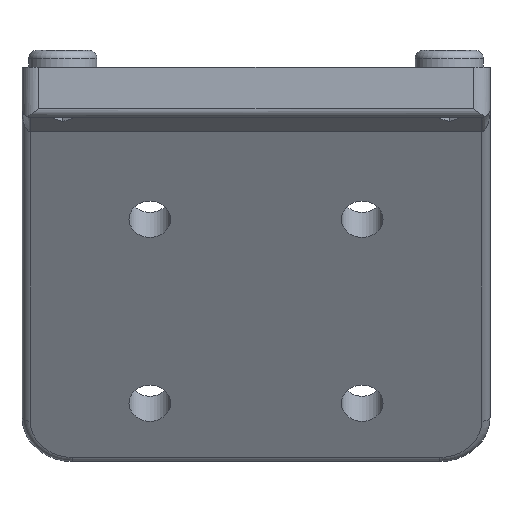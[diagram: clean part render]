
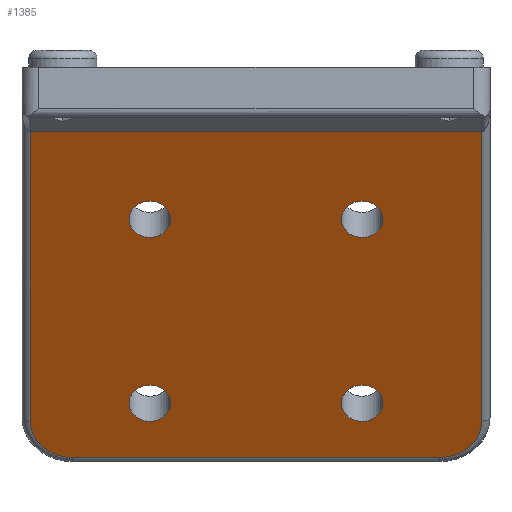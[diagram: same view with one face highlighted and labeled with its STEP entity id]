
A CAD part, front view. The second image highlights one B-rep face of the part: STEP entity #1385.
In plain terms, the highlighted planar face has unit normal (0, -0.866, -0.5).
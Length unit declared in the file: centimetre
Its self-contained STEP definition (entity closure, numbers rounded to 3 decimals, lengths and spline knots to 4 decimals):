
#95=B_SPLINE_CURVE_WITH_KNOTS('',3,(#2657,#2658,#2659,#2660),
 .UNSPECIFIED.,.F.,.F.,(4,4),(-6.1558,-0.7558),
 .UNSPECIFIED.);
#128=FACE_BOUND('',#360,.T.);
#129=FACE_BOUND('',#361,.T.);
#130=FACE_BOUND('',#362,.T.);
#131=FACE_BOUND('',#363,.T.);
#196=CIRCLE('',#1519,0.5);
#197=CIRCLE('',#1522,0.5);
#198=CIRCLE('',#1524,0.25);
#199=CIRCLE('',#1525,0.25);
#200=CIRCLE('',#1526,0.25);
#201=CIRCLE('',#1527,0.25);
#263=FACE_OUTER_BOUND('',#359,.T.);
#359=EDGE_LOOP('',(#1182,#1183,#1184,#1185,#1186,#1187));
#360=EDGE_LOOP('',(#1188));
#361=EDGE_LOOP('',(#1189));
#362=EDGE_LOOP('',(#1190));
#363=EDGE_LOOP('',(#1191));
#468=LINE('',#2771,#558);
#469=LINE('',#2777,#559);
#470=LINE('',#2784,#560);
#558=VECTOR('',#1833,1.);
#559=VECTOR('',#1840,1.);
#560=VECTOR('',#1851,1.);
#663=VERTEX_POINT('',#2614);
#667=VERTEX_POINT('',#2655);
#687=VERTEX_POINT('',#2770);
#688=VERTEX_POINT('',#2774);
#689=VERTEX_POINT('',#2776);
#690=VERTEX_POINT('',#2780);
#691=VERTEX_POINT('',#2788);
#692=VERTEX_POINT('',#2790);
#693=VERTEX_POINT('',#2792);
#694=VERTEX_POINT('',#2794);
#835=EDGE_CURVE('',#667,#663,#95,.T.);
#863=EDGE_CURVE('',#663,#687,#468,.T.);
#866=EDGE_CURVE('',#688,#689,#469,.T.);
#869=EDGE_CURVE('',#689,#690,#196,.T.);
#870=EDGE_CURVE('',#690,#667,#470,.T.);
#871=EDGE_CURVE('',#687,#688,#197,.T.);
#872=EDGE_CURVE('',#691,#691,#198,.T.);
#873=EDGE_CURVE('',#692,#692,#199,.T.);
#874=EDGE_CURVE('',#693,#693,#200,.T.);
#875=EDGE_CURVE('',#694,#694,#201,.T.);
#1182=ORIENTED_EDGE('',*,*,#835,.F.);
#1183=ORIENTED_EDGE('',*,*,#870,.F.);
#1184=ORIENTED_EDGE('',*,*,#869,.F.);
#1185=ORIENTED_EDGE('',*,*,#866,.F.);
#1186=ORIENTED_EDGE('',*,*,#871,.F.);
#1187=ORIENTED_EDGE('',*,*,#863,.F.);
#1188=ORIENTED_EDGE('',*,*,#872,.T.);
#1189=ORIENTED_EDGE('',*,*,#873,.T.);
#1190=ORIENTED_EDGE('',*,*,#874,.T.);
#1191=ORIENTED_EDGE('',*,*,#875,.T.);
#1311=PLANE('',#1523);
#1385=ADVANCED_FACE('',(#263,#128,#129,#130,#131),#1311,.T.);
#1519=AXIS2_PLACEMENT_3D('',#2782,#1847,#1848);
#1522=AXIS2_PLACEMENT_3D('',#2786,#1854,#1855);
#1523=AXIS2_PLACEMENT_3D('',#2787,#1856,#1857);
#1524=AXIS2_PLACEMENT_3D('',#2789,#1858,#1859);
#1525=AXIS2_PLACEMENT_3D('',#2791,#1860,#1861);
#1526=AXIS2_PLACEMENT_3D('',#2793,#1862,#1863);
#1527=AXIS2_PLACEMENT_3D('',#2795,#1864,#1865);
#1833=DIRECTION('',(0.,0.5,-0.866));
#1840=DIRECTION('',(-1.,0.,0.));
#1847=DIRECTION('center_axis',(0.,0.866,0.5));
#1848=DIRECTION('ref_axis',(-0.707,0.354,-0.612));
#1851=DIRECTION('',(0.,-0.5,0.866));
#1854=DIRECTION('center_axis',(0.,0.866,0.5));
#1855=DIRECTION('ref_axis',(0.707,0.354,-0.612));
#1856=DIRECTION('center_axis',(0.,-0.866,-0.5));
#1857=DIRECTION('ref_axis',(-1.,0.,0.));
#1858=DIRECTION('center_axis',(0.,0.866,0.5));
#1859=DIRECTION('ref_axis',(0.,-0.5,0.866));
#1860=DIRECTION('center_axis',(0.,0.866,0.5));
#1861=DIRECTION('ref_axis',(0.,-0.5,0.866));
#1862=DIRECTION('center_axis',(0.,0.866,0.5));
#1863=DIRECTION('ref_axis',(0.,-0.5,0.866));
#1864=DIRECTION('center_axis',(0.,0.866,0.5));
#1865=DIRECTION('ref_axis',(0.,-0.5,0.866));
#2614=CARTESIAN_POINT('',(2.7,1.7804,-3.5732));
#2655=CARTESIAN_POINT('',(-2.7,1.7804,-3.5732));
#2657=CARTESIAN_POINT('Ctrl Pts',(-2.7,1.7804,-3.5732));
#2658=CARTESIAN_POINT('Ctrl Pts',(-0.8995,1.7804,-3.5732));
#2659=CARTESIAN_POINT('Ctrl Pts',(0.8995,1.7804,-3.5732));
#2660=CARTESIAN_POINT('Ctrl Pts',(2.7,1.7804,-3.5732));
#2770=CARTESIAN_POINT('',(2.7,3.7804,-7.0373));
#2771=CARTESIAN_POINT('',(2.7,1.6154,-3.2875));
#2774=CARTESIAN_POINT('',(2.2,4.0304,-7.4703));
#2776=CARTESIAN_POINT('',(-2.2,4.0304,-7.4703));
#2777=CARTESIAN_POINT('',(0.7,4.0304,-7.4703));
#2780=CARTESIAN_POINT('',(-2.7,3.7804,-7.0373));
#2782=CARTESIAN_POINT('Origin',(-2.2,3.7804,-7.0373));
#2784=CARTESIAN_POINT('',(-2.7,1.3404,-2.8112));
#2786=CARTESIAN_POINT('Origin',(2.2,3.7804,-7.0373));
#2787=CARTESIAN_POINT('Origin',(2.8,1.6804,-3.4));
#2788=CARTESIAN_POINT('',(1.2702,2.2601,-4.404));
#2789=CARTESIAN_POINT('Origin',(1.2702,2.3851,-4.6205));
#2790=CARTESIAN_POINT('',(-1.2698,3.5307,-6.6049));
#2791=CARTESIAN_POINT('Origin',(-1.2698,3.6557,-6.8214));
#2792=CARTESIAN_POINT('',(1.2702,3.5307,-6.6049));
#2793=CARTESIAN_POINT('Origin',(1.2702,3.6557,-6.8214));
#2794=CARTESIAN_POINT('',(-1.2698,2.2601,-4.404));
#2795=CARTESIAN_POINT('Origin',(-1.2698,2.3851,-4.6205));
